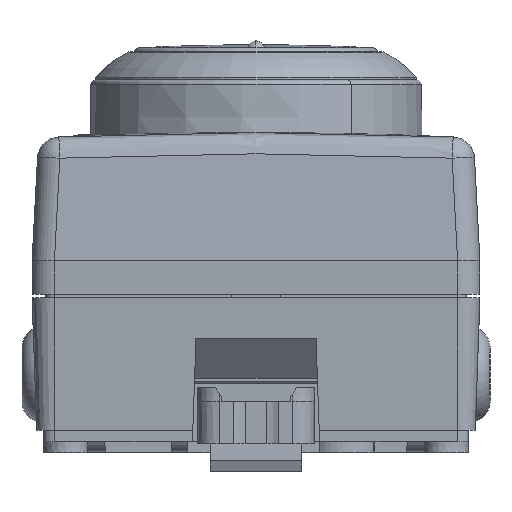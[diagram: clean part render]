
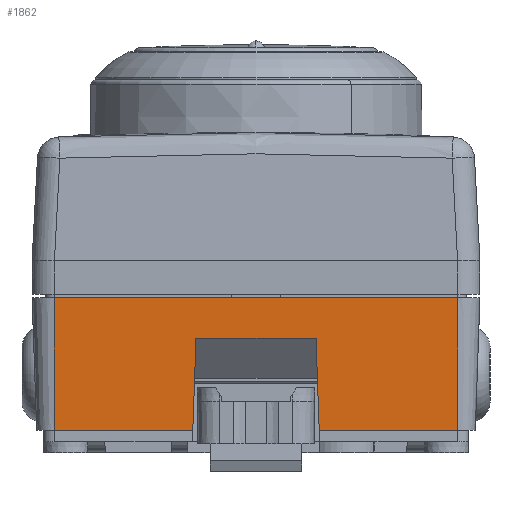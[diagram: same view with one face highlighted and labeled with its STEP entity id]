
A CAD part, left-side view. The second image highlights one B-rep face of the part: STEP entity #1862.
In plain terms, the highlighted planar face has unit normal (-0.999, 0, -0.035).
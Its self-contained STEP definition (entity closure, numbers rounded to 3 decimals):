
#1195=PLANE('',#18555);
#1862=ADVANCED_FACE('',(#2875),#1195,.T.);
#2875=FACE_OUTER_BOUND('',#3856,.T.);
#3856=EDGE_LOOP('',(#9074,#9075,#9076,#9077,#9078,#9079,#9080,#9081));
#4863=LINE('',#27829,#6679);
#4867=LINE('',#27842,#6683);
#4873=LINE('',#27866,#6689);
#5167=LINE('',#28673,#6983);
#5177=LINE('',#28693,#6993);
#5178=LINE('',#28695,#6994);
#5179=LINE('',#28697,#6995);
#5180=LINE('',#28698,#6996);
#6679=VECTOR('',#20069,1.);
#6683=VECTOR('',#20079,1.);
#6689=VECTOR('',#20089,1.);
#6983=VECTOR('',#20587,1.);
#6993=VECTOR('',#20617,1.);
#6994=VECTOR('',#20618,1.);
#6995=VECTOR('',#20619,1.);
#6996=VECTOR('',#20620,1.);
#9074=ORIENTED_EDGE('',*,*,#15601,.T.);
#9075=ORIENTED_EDGE('',*,*,#15975,.F.);
#9076=ORIENTED_EDGE('',*,*,#15976,.F.);
#9077=ORIENTED_EDGE('',*,*,#15977,.T.);
#9078=ORIENTED_EDGE('',*,*,#15594,.T.);
#9079=ORIENTED_EDGE('',*,*,#15965,.T.);
#9080=ORIENTED_EDGE('',*,*,#15978,.T.);
#9081=ORIENTED_EDGE('',*,*,#15609,.T.);
#13851=VERTEX_POINT('',#27828);
#13852=VERTEX_POINT('',#27830);
#13857=VERTEX_POINT('',#27841);
#13858=VERTEX_POINT('',#27843);
#13865=VERTEX_POINT('',#27867);
#14175=VERTEX_POINT('',#28672);
#14176=VERTEX_POINT('',#28694);
#14177=VERTEX_POINT('',#28696);
#15594=EDGE_CURVE('',#13852,#13851,#4863,.T.);
#15601=EDGE_CURVE('',#13858,#13857,#4867,.T.);
#15609=EDGE_CURVE('',#13865,#13858,#4873,.T.);
#15965=EDGE_CURVE('',#13851,#14175,#5167,.T.);
#15975=EDGE_CURVE('',#14176,#13857,#5177,.T.);
#15976=EDGE_CURVE('',#14177,#14176,#5178,.T.);
#15977=EDGE_CURVE('',#14177,#13852,#5179,.T.);
#15978=EDGE_CURVE('',#14175,#13865,#5180,.T.);
#18555=AXIS2_PLACEMENT_3D('',#28699,#20621,#20622);
#20069=DIRECTION('',(0.,-1.,0.));
#20079=DIRECTION('',(0.,-1.,0.));
#20089=DIRECTION('',(0.035,-0.035,-0.999));
#20587=DIRECTION('',(-0.035,-0.035,0.999));
#20617=DIRECTION('',(0.035,0.,-0.999));
#20618=DIRECTION('',(0.,-1.,0.));
#20619=DIRECTION('',(0.035,0.,-0.999));
#20620=DIRECTION('',(0.,-1.,0.));
#20621=DIRECTION('',(-0.999,0.,-0.035));
#20622=DIRECTION('',(0.,1.,0.));
#27828=CARTESIAN_POINT('',(-53.886,3.147,-12.));
#27829=CARTESIAN_POINT('',(-53.886,15.5,-12.));
#27830=CARTESIAN_POINT('',(-53.886,15.5,-12.));
#27841=CARTESIAN_POINT('',(-53.886,-20.5,-12.));
#27842=CARTESIAN_POINT('',(-53.886,-8.147,-12.));
#27843=CARTESIAN_POINT('',(-53.886,-8.147,-12.));
#27866=CARTESIAN_POINT('',(-54.173,-7.86,-3.78));
#27867=CARTESIAN_POINT('',(-54.173,-7.86,-3.78));
#28672=CARTESIAN_POINT('',(-54.173,2.86,-3.78));
#28673=CARTESIAN_POINT('',(-53.886,3.147,-12.));
#28693=CARTESIAN_POINT('',(-54.3,-20.5,-0.15));
#28694=CARTESIAN_POINT('',(-54.3,-20.5,-0.15));
#28695=CARTESIAN_POINT('',(-54.3,15.5,-0.15));
#28696=CARTESIAN_POINT('',(-54.3,15.5,-0.15));
#28697=CARTESIAN_POINT('',(-54.3,15.5,-0.15));
#28698=CARTESIAN_POINT('',(-54.173,2.86,-3.78));
#28699=CARTESIAN_POINT('',(-54.3,15.5,-0.15));
